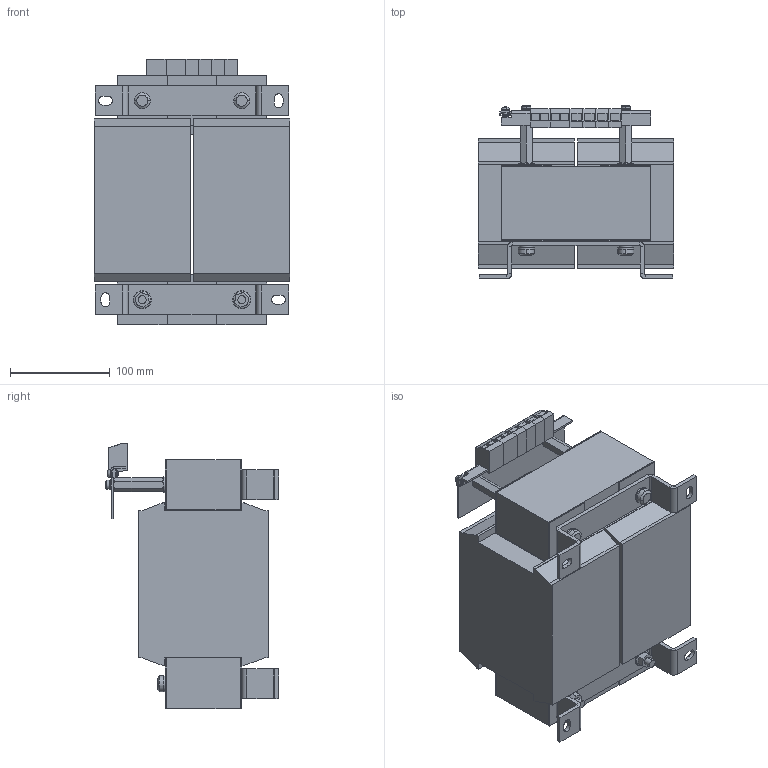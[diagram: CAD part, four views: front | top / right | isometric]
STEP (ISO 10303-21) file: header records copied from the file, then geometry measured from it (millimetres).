
FILE_DESCRIPTION (( 'STEP AP214' ), '1' );
FILE_NAME ('218091.STEP', '2020-07-03T05:18:53', ( '' ), ( '' ), 'SwSTEP 2.0', 'SolidWorks 2018', '' );
FILE_SCHEMA (( 'AUTOMOTIVE_DESIGN' ));
Length unit declared in the file: millimetre
Products named in the file (1): 218091
Bounding box: 196.5 x 173.9 x 266.55 mm (x, y, z)
Volume: 5117352.3 mm3; surface area: 331061.1 mm2
Topology: 1 solids, 1 shells, 571 faces, 1395 edges, 864 vertices
Faces by surface type: plane 433, cylinder 106, cone 14, sphere 12, torus 6
Entity records: 16863 total; most frequent: CARTESIAN_POINT 3315, ORIENTED_EDGE 2786, DIRECTION 2765, EDGE_CURVE 1393, VECTOR 1045, LINE 1045, VERTEX_POINT 864, AXIS2_PLACEMENT_3D 860
